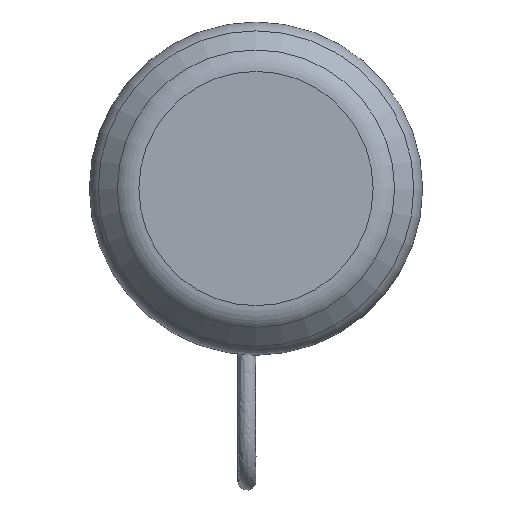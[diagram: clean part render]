
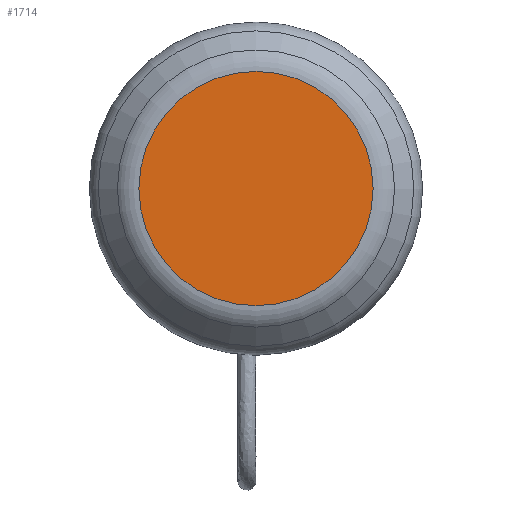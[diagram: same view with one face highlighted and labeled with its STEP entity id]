
A CAD part, top view. The second image highlights one B-rep face of the part: STEP entity #1714.
In plain terms, the highlighted planar face has unit normal (0, 0, 1).
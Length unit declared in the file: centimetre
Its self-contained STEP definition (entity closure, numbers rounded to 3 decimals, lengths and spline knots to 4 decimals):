
#80=PLANE('',#1958);
#217=FACE_OUTER_BOUND('',#351,.T.);
#351=EDGE_LOOP('',(#1547));
#694=CIRCLE('',#1954,1.9329);
#842=VERTEX_POINT('',#3034);
#1078=EDGE_CURVE('',#842,#842,#694,.T.);
#1547=ORIENTED_EDGE('',*,*,#1078,.F.);
#1714=ADVANCED_FACE('',(#217),#80,.T.);
#1954=AXIS2_PLACEMENT_3D('',#3035,#2530,#2531);
#1958=AXIS2_PLACEMENT_3D('',#3041,#2538,#2539);
#2530=DIRECTION('center_axis',(0.,0.,-1.));
#2531=DIRECTION('ref_axis',(-1.,0.,0.));
#2538=DIRECTION('center_axis',(0.,0.,1.));
#2539=DIRECTION('ref_axis',(-1.,0.,0.));
#3034=CARTESIAN_POINT('',(1.9329,0.,9.5));
#3035=CARTESIAN_POINT('Origin',(0.,0.,9.5));
#3041=CARTESIAN_POINT('Origin',(0.,0.,9.5));
